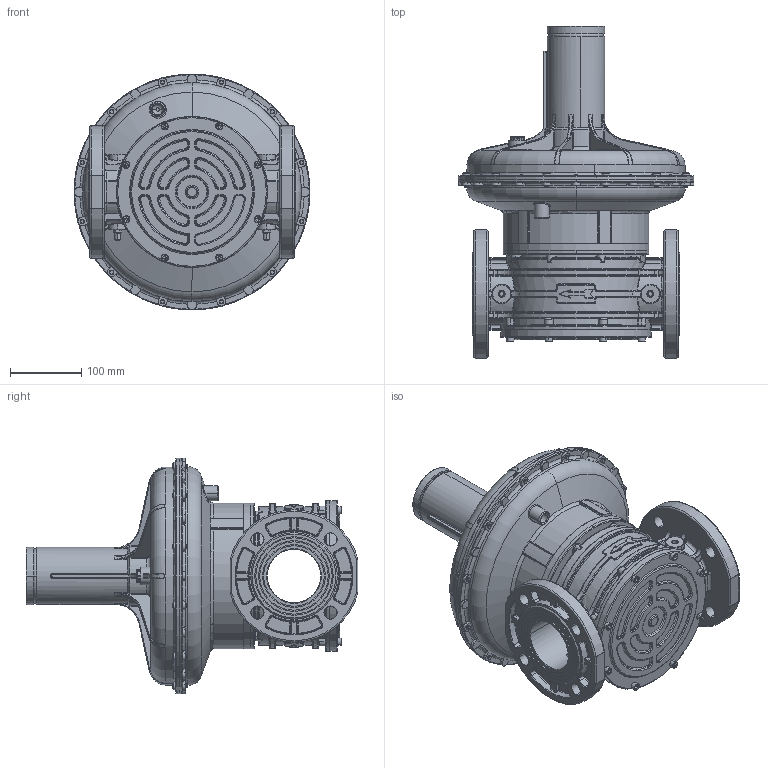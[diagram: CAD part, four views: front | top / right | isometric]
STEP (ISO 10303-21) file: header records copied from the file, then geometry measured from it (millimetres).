
FILE_DESCRIPTION((''),'2;1');
FILE_NAME('FC08_ASM','2014-03-28T',('Matteo Bolognesi'),(''),'PRO/ENGINEER BY PARAMETRIC TECHNOLOGY CORPORATION, 2012130','PRO/ENGINEER BY PARAMETRIC TECHNOLOGY CORPORATION, 2012130','');
FILE_SCHEMA(('CONFIG_CONTROL_DESIGN'));
Products named in the file (13): CO-1241; FO-0856; PRESSURETAP; FL-0640; IM-0410; TA-0600; O-RING; TAPPOTA-0600_ASM; FO-1100; VITIM6; VITETAGLIOM6X16; AN-0125; FC08_ASM
Assembly tree (31 placements, depth 3):
  FC08_ASM
    CO-1241
    FO-0856
    PRESSURETAP  x2
    FL-0640
    IM-0410
    TAPPOTA-0600_ASM
      TA-0600
      O-RING
    FO-1100
    VITIM6  x8
    VITETAGLIOM6X16  x12
    AN-0125
Bounding box: 330 x 464.35 x 330 mm (x, y, z)
Volume: 3448913.9 mm3; surface area: 1114396.7 mm2
Topology: 30 solids, 49 shells, 4109 faces, 9494 edges, 5561 vertices
Faces by surface type: cylinder 1307, plane 921, torus 758, bspline 656, cone 293, sphere 168, revolution 6
Entity records: 124502 total; most frequent: CARTESIAN_POINT 56020, DIRECTION 14628, ORIENTED_EDGE 14328, EDGE_CURVE 7200, AXIS2_PLACEMENT_3D 6374, VERTEX_POINT 4199, CIRCLE 3825, EDGE_LOOP 3345
